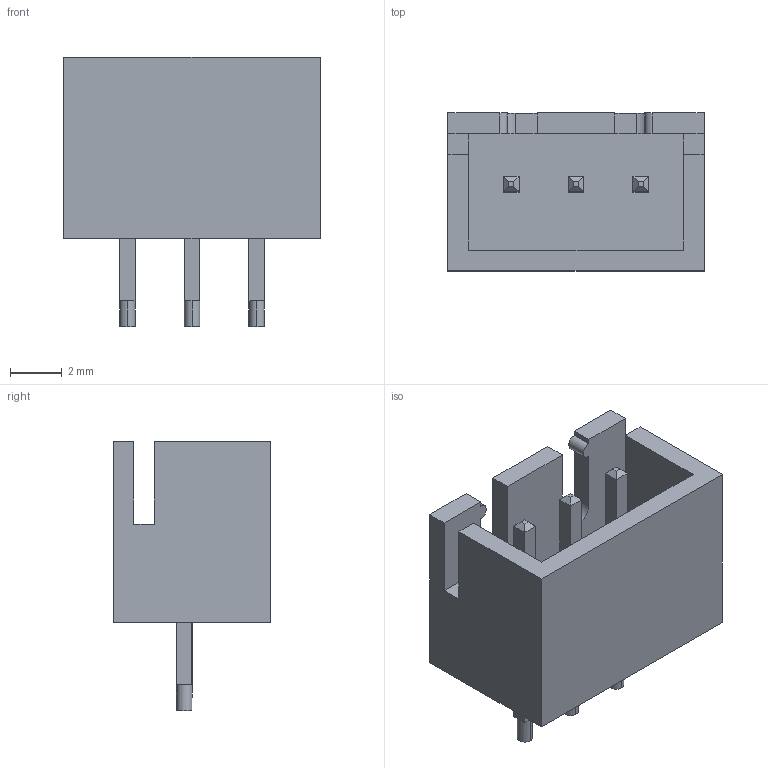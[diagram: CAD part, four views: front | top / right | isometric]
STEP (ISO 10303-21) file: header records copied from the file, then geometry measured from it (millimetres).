
FILE_DESCRIPTION (( 'STEP AP214' ), '1' );
FILE_NAME ('3EF6D9E3-104B-4549-8282-F9D0D7B60577.STEP', '2008-12-22T10:09:25', ( 'sysAdmin' ), ( 'SolidWorks' ), 'SwSTEP 2.0', 'SolidWorks 2009', '' );
FILE_SCHEMA (( 'AUTOMOTIVE_DESIGN' ));
Length unit declared in the file: millimetre
Products named in the file (1): 3EF6D9E3-104B-4549-8282-F9D0D7B60577
Bounding box: 9.9 x 6.1 x 10.4 mm (x, y, z)
Volume: 188.6 mm3; surface area: 560 mm2
Topology: 1 solids, 1 shells, 90 faces, 216 edges, 134 vertices
Faces by surface type: plane 80, cylinder 10
Entity records: 2987 total; most frequent: CARTESIAN_POINT 441, ORIENTED_EDGE 432, DIRECTION 424, EDGE_CURVE 216, VECTOR 190, LINE 190, VERTEX_POINT 134, AXIS2_PLACEMENT_3D 117
